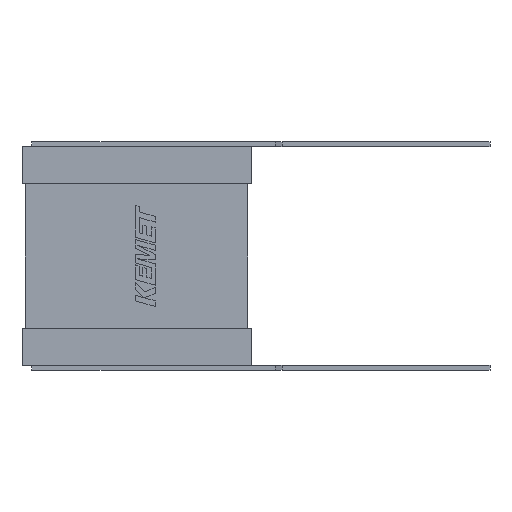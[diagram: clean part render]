
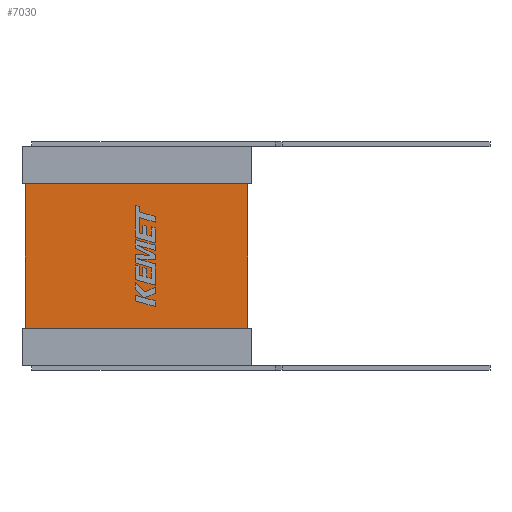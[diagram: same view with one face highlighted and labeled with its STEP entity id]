
A CAD part, left-side view. The second image highlights one B-rep face of the part: STEP entity #7030.
In plain terms, the highlighted planar face has unit normal (-1, 0, 0).
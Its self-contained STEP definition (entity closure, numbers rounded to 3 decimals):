
#74 = DIRECTION ( 'NONE',  ( 0., 0., 1. ) ) ;
#525 = ORIENTED_EDGE ( 'NONE', *, *, #8594, .F. ) ;
#581 = CARTESIAN_POINT ( 'NONE',  ( 0.1, 0.1, -1.138 ) ) ;
#922 = EDGE_LOOP ( 'NONE', ( #8461, #11365, #931, #525 ) ) ;
#931 = ORIENTED_EDGE ( 'NONE', *, *, #10458, .F. ) ;
#936 = DIRECTION ( 'NONE',  ( 1., 0., 0. ) ) ;
#1434 = DIRECTION ( 'NONE',  ( 0., 1., 0. ) ) ;
#1538 = LINE ( 'NONE', #11381, #2835 ) ;
#2835 = VECTOR ( 'NONE', #74, 1000. ) ;
#2881 = DIRECTION ( 'NONE',  ( 0., 0., 1. ) ) ;
#3140 = VECTOR ( 'NONE', #6606, 1000. ) ;
#3404 = AXIS2_PLACEMENT_3D ( 'NONE', #4737, #936, #2881 ) ;
#3488 = FACE_OUTER_BOUND ( 'NONE', #922, .T. ) ;
#3541 = PLANE ( 'NONE',  #3404 ) ;
#3749 = VECTOR ( 'NONE', #5778, 1000. ) ;
#3864 = CARTESIAN_POINT ( 'NONE',  ( 0.1, 0.1, -5.547 ) ) ;
#4737 = CARTESIAN_POINT ( 'NONE',  ( 0.1, 0., 0. ) ) ;
#5176 = VECTOR ( 'NONE', #1434, 1000. ) ;
#5653 = CARTESIAN_POINT ( 'NONE',  ( 0.1, 0.1, -5.547 ) ) ;
#5692 = VERTEX_POINT ( 'NONE', #581 ) ;
#5778 = DIRECTION ( 'NONE',  ( 0., -1., 0. ) ) ;
#5882 = EDGE_CURVE ( 'NONE', #8814, #5692, #11738, .T. ) ;
#6127 = VERTEX_POINT ( 'NONE', #11596 ) ;
#6606 = DIRECTION ( 'NONE',  ( 0., 0., 1. ) ) ;
#7030 = ADVANCED_FACE ( 'NONE', ( #3488 ), #3541, .F. ) ;
#7640 = CARTESIAN_POINT ( 'NONE',  ( 0.1, 6.993, -1.138 ) ) ;
#7945 = VERTEX_POINT ( 'NONE', #9855 ) ;
#8461 = ORIENTED_EDGE ( 'NONE', *, *, #5882, .T. ) ;
#8478 = EDGE_CURVE ( 'NONE', #7945, #5692, #11173, .T. ) ;
#8594 = EDGE_CURVE ( 'NONE', #8814, #6127, #11468, .T. ) ;
#8814 = VERTEX_POINT ( 'NONE', #3864 ) ;
#9855 = CARTESIAN_POINT ( 'NONE',  ( 0.1, 6.893, -1.138 ) ) ;
#10458 = EDGE_CURVE ( 'NONE', #6127, #7945, #1538, .T. ) ;
#10567 = CARTESIAN_POINT ( 'NONE',  ( 0.1, 6.993, -5.547 ) ) ;
#11173 = LINE ( 'NONE', #7640, #3749 ) ;
#11365 = ORIENTED_EDGE ( 'NONE', *, *, #8478, .F. ) ;
#11381 = CARTESIAN_POINT ( 'NONE',  ( 0.1, 6.893, -5.547 ) ) ;
#11468 = LINE ( 'NONE', #10567, #5176 ) ;
#11596 = CARTESIAN_POINT ( 'NONE',  ( 0.1, 6.893, -5.547 ) ) ;
#11738 = LINE ( 'NONE', #5653, #3140 ) ;
